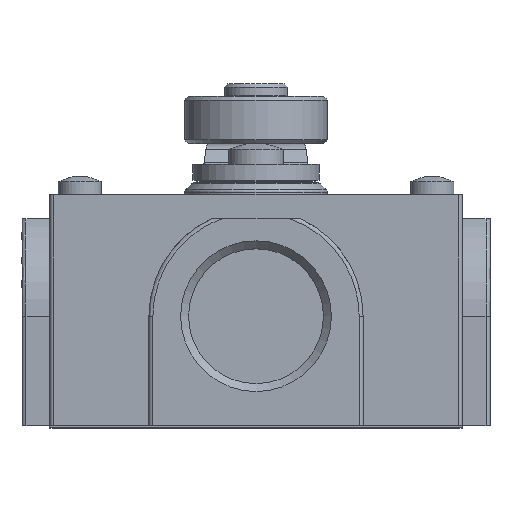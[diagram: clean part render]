
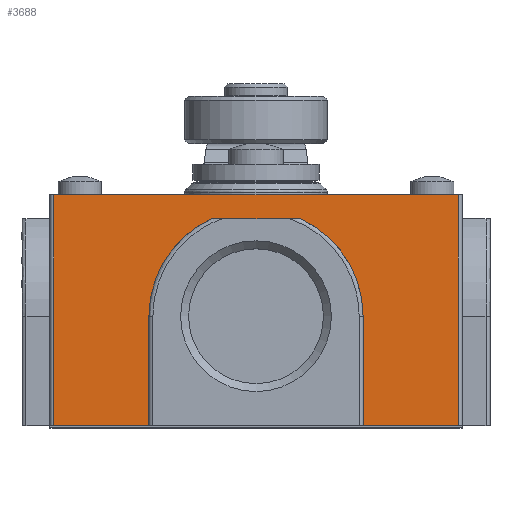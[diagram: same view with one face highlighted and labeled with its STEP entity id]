
A CAD part, top view. The second image highlights one B-rep face of the part: STEP entity #3688.
In plain terms, the highlighted face is planar.
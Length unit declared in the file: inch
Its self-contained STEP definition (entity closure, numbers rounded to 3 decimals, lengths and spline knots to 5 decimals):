
#8 = VECTOR ( 'NONE', #3282, 39.37008 ) ;
#254 = LINE ( 'NONE', #2077, #4517 ) ;
#342 = VECTOR ( 'NONE', #2707, 39.37008 ) ;
#529 = LINE ( 'NONE', #1811, #342 ) ;
#557 = VECTOR ( 'NONE', #839, 39.37008 ) ;
#700 = CARTESIAN_POINT ( 'NONE',  ( -0.47244, 0., -1.1437 ) ) ;
#759 = DIRECTION ( 'NONE',  ( 1., 0., 0. ) ) ;
#776 = EDGE_CURVE ( 'NONE', #3306, #1621, #5597, .T. ) ;
#839 = DIRECTION ( 'NONE',  ( 1., 0., 0. ) ) ;
#873 = DIRECTION ( 'NONE',  ( -1., 0., 0. ) ) ;
#895 = CARTESIAN_POINT ( 'NONE',  ( 0., 0., 0. ) ) ;
#917 = CARTESIAN_POINT ( 'NONE',  ( -1.53543, 0., -1.15354 ) ) ;
#1011 = ORIENTED_EDGE ( 'NONE', *, *, #5580, .T. ) ;
#1030 = AXIS2_PLACEMENT_3D ( 'NONE', #3620, #4029, #3557 ) ;
#1211 = VECTOR ( 'NONE', #759, 39.37008 ) ;
#1248 = VERTEX_POINT ( 'NONE', #4643 ) ;
#1283 = EDGE_CURVE ( 'NONE', #1621, #1981, #3419, .T. ) ;
#1290 = ORIENTED_EDGE ( 'NONE', *, *, #4754, .T. ) ;
#1308 = CARTESIAN_POINT ( 'NONE',  ( 2.64423, 0., -1.1437 ) ) ;
#1363 = EDGE_CURVE ( 'NONE', #4144, #1248, #3103, .T. ) ;
#1414 = ORIENTED_EDGE ( 'NONE', *, *, #3730, .T. ) ;
#1423 = EDGE_CURVE ( 'NONE', #3159, #4504, #4372, .T. ) ;
#1424 = CARTESIAN_POINT ( 'NONE',  ( 0., 0., -1.15354 ) ) ;
#1533 = LINE ( 'NONE', #2825, #8 ) ;
#1621 = VERTEX_POINT ( 'NONE', #700 ) ;
#1653 = DIRECTION ( 'NONE',  ( -1., 0., 0. ) ) ;
#1672 = CARTESIAN_POINT ( 'NONE',  ( -0.47244, 0., -1.15354 ) ) ;
#1684 = CARTESIAN_POINT ( 'NONE',  ( -0.47244, 0., -0.60236 ) ) ;
#1811 = CARTESIAN_POINT ( 'NONE',  ( 0.01969, 0., -0.11811 ) ) ;
#1929 = ORIENTED_EDGE ( 'NONE', *, *, #5192, .T. ) ;
#1981 = VERTEX_POINT ( 'NONE', #2767 ) ;
#2005 = CARTESIAN_POINT ( 'NONE',  ( -0.78488, 0., -0.11811 ) ) ;
#2066 = CARTESIAN_POINT ( 'NONE',  ( -2.00787, 0., 0. ) ) ;
#2077 = CARTESIAN_POINT ( 'NONE',  ( 0.01969, 0., 0. ) ) ;
#2098 = ORIENTED_EDGE ( 'NONE', *, *, #776, .T. ) ;
#2148 = CARTESIAN_POINT ( 'NONE',  ( 2.64423, 0., -1.1437 ) ) ;
#2333 = DIRECTION ( 'NONE',  ( 0., 0., 1. ) ) ;
#2615 = CARTESIAN_POINT ( 'NONE',  ( -1.00394, 0., -0.60236 ) ) ;
#2661 = VERTEX_POINT ( 'NONE', #2005 ) ;
#2707 = DIRECTION ( 'NONE',  ( 1., 0., 0. ) ) ;
#2767 = CARTESIAN_POINT ( 'NONE',  ( 0., 0., -1.1437 ) ) ;
#2788 = VECTOR ( 'NONE', #2333, 39.37008 ) ;
#2825 = CARTESIAN_POINT ( 'NONE',  ( -2.00787, 0., -1.15354 ) ) ;
#2962 = DIRECTION ( 'NONE',  ( 0., 0., -1. ) ) ;
#3103 = CIRCLE ( 'NONE', #4591, 0.5315 ) ;
#3126 = VECTOR ( 'NONE', #2962, 39.37008 ) ;
#3155 = VERTEX_POINT ( 'NONE', #2066 ) ;
#3159 = VERTEX_POINT ( 'NONE', #4666 ) ;
#3245 = ORIENTED_EDGE ( 'NONE', *, *, #1283, .T. ) ;
#3282 = DIRECTION ( 'NONE',  ( 0., 0., -1. ) ) ;
#3306 = VERTEX_POINT ( 'NONE', #1684 ) ;
#3324 = FACE_OUTER_BOUND ( 'NONE', #4357, .T. ) ;
#3419 = LINE ( 'NONE', #2148, #1211 ) ;
#3465 = DIRECTION ( 'NONE',  ( 1., 0., 0. ) ) ;
#3479 = CIRCLE ( 'NONE', #1030, 0.5315 ) ;
#3557 = DIRECTION ( 'NONE',  ( 1., 0., 0. ) ) ;
#3620 = CARTESIAN_POINT ( 'NONE',  ( -1.00394, 0., -0.60236 ) ) ;
#3668 = ORIENTED_EDGE ( 'NONE', *, *, #3801, .T. ) ;
#3688 = ADVANCED_FACE ( 'NONE', ( #3324 ), #5582, .T. ) ;
#3730 = EDGE_CURVE ( 'NONE', #1981, #4223, #4487, .T. ) ;
#3792 = CARTESIAN_POINT ( 'NONE',  ( 0.01969, 0., -1.15354 ) ) ;
#3801 = EDGE_CURVE ( 'NONE', #4223, #3155, #254, .T. ) ;
#4002 = ORIENTED_EDGE ( 'NONE', *, *, #1423, .T. ) ;
#4022 = DIRECTION ( 'NONE',  ( 0., 0., 1. ) ) ;
#4029 = DIRECTION ( 'NONE',  ( 0., 1., 0. ) ) ;
#4144 = VERTEX_POINT ( 'NONE', #5064 ) ;
#4168 = ORIENTED_EDGE ( 'NONE', *, *, #1363, .T. ) ;
#4223 = VERTEX_POINT ( 'NONE', #895 ) ;
#4325 = LINE ( 'NONE', #917, #5033 ) ;
#4349 = CARTESIAN_POINT ( 'NONE',  ( -1.53543, 0., -1.1437 ) ) ;
#4357 = EDGE_LOOP ( 'NONE', ( #3668, #1929, #4002, #4597, #4168, #1290, #1011, #2098, #3245, #1414 ) ) ;
#4372 = LINE ( 'NONE', #1308, #557 ) ;
#4487 = LINE ( 'NONE', #1424, #2788 ) ;
#4504 = VERTEX_POINT ( 'NONE', #4349 ) ;
#4517 = VECTOR ( 'NONE', #873, 39.37008 ) ;
#4533 = AXIS2_PLACEMENT_3D ( 'NONE', #3792, #5554, #1653 ) ;
#4591 = AXIS2_PLACEMENT_3D ( 'NONE', #2615, #4867, #3465 ) ;
#4597 = ORIENTED_EDGE ( 'NONE', *, *, #4910, .T. ) ;
#4643 = CARTESIAN_POINT ( 'NONE',  ( -1.223, 0., -0.11811 ) ) ;
#4666 = CARTESIAN_POINT ( 'NONE',  ( -2.00787, 0., -1.1437 ) ) ;
#4754 = EDGE_CURVE ( 'NONE', #1248, #2661, #529, .T. ) ;
#4867 = DIRECTION ( 'NONE',  ( 0., 1., 0. ) ) ;
#4910 = EDGE_CURVE ( 'NONE', #4504, #4144, #4325, .T. ) ;
#5033 = VECTOR ( 'NONE', #4022, 39.37008 ) ;
#5064 = CARTESIAN_POINT ( 'NONE',  ( -1.53543, 0., -0.60236 ) ) ;
#5192 = EDGE_CURVE ( 'NONE', #3155, #3159, #1533, .T. ) ;
#5554 = DIRECTION ( 'NONE',  ( 0., -1., 0. ) ) ;
#5580 = EDGE_CURVE ( 'NONE', #2661, #3306, #3479, .T. ) ;
#5582 = PLANE ( 'NONE',  #4533 ) ;
#5597 = LINE ( 'NONE', #1672, #3126 ) ;
